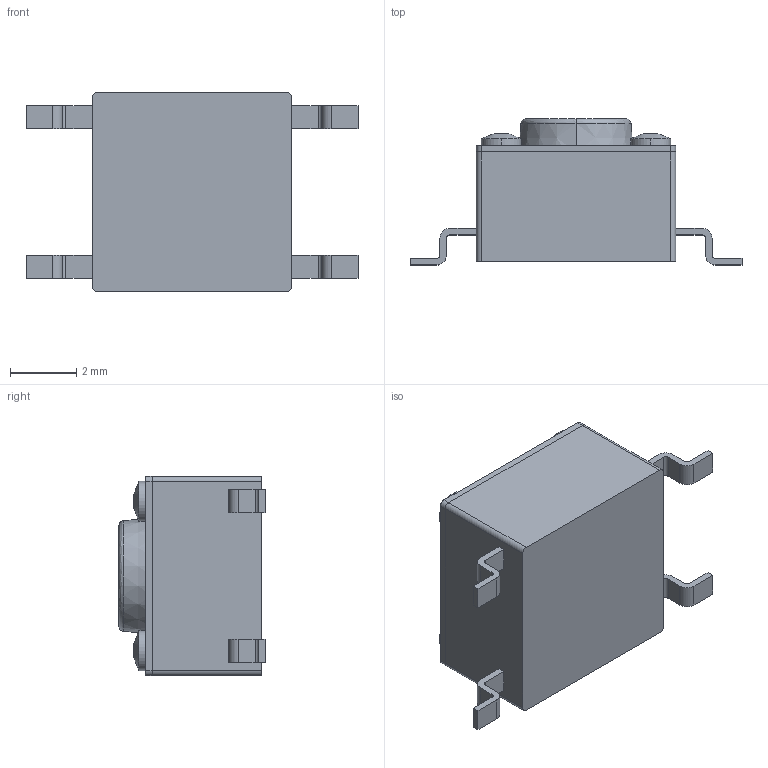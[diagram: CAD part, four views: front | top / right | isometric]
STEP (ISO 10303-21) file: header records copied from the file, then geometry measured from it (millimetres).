
FILE_DESCRIPTION (( 'STEP AP214' ), '1' );
FILE_NAME ('CUI_DEVICES_TS04-66-43-BK-100-SMT.step', '2024-07-10T11:19:51', ( '' ), ( '' ), 'SwSTEP 2.0', 'SolidWorks 2024', '' );
FILE_SCHEMA (( 'AUTOMOTIVE_DESIGN' ));
Length unit declared in the file: inch
Products named in the file (8): CUI_DEVICES_TS04-66-43-BK-100-SMT; CUI_DEVICES_TS04-66-43-BK-100-SMT_4; CUI_DEVICES_TS04-66-43-BK-100-SMT_5; CUI_DEVICES_TS04-66-43-BK-100-SMT_3; CUI_DEVICES_TS04-66-43-BK-100-SMT_2; CUI_DEVICES_TS04-66-43-BK-100-SMT_6; CUI_DEVICES_TS04-66-43-BK-100-SMT_1
Assembly tree (7 placements, depth 2):
  CUI_DEVICES_TS04-66-43-BK-100-SMT
    CUI_DEVICES_TS04-66-43-BK-100-SMT_2
    CUI_DEVICES_TS04-66-43-BK-100-SMT_4
    CUI_DEVICES_TS04-66-43-BK-100-SMT_5
    CUI_DEVICES_TS04-66-43-BK-100-SMT_1
    CUI_DEVICES_TS04-66-43-BK-100-SMT_6
    CUI_DEVICES_TS04-66-43-BK-100-SMT_3
    CUI_DEVICES_TS04-66-43-BK-100-SMT
Bounding box: 10 x 4.4 x 6 mm (x, y, z)
Volume: 135.7 mm3; surface area: 265.5 mm2
Topology: 7 solids, 7 shells, 116 faces, 280 edges, 186 vertices
Faces by surface type: plane 58, cylinder 50, bspline 6, cone 2
Entity records: 3783 total; most frequent: CARTESIAN_POINT 688, DIRECTION 624, ORIENTED_EDGE 560, EDGE_CURVE 280, AXIS2_PLACEMENT_3D 226, VERTEX_POINT 186, LINE 172, VECTOR 172
